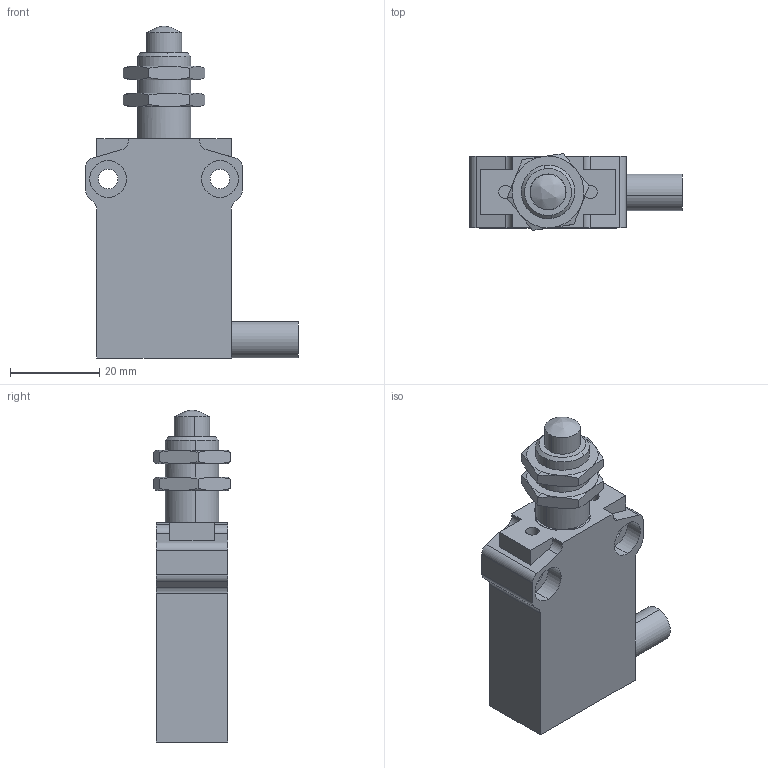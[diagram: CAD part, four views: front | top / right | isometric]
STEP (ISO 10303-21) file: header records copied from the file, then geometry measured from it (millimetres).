
FILE_DESCRIPTION (( 'STEP AP214' ), '1' );
FILE_NAME ('AEM2G2101Z11-3R.step', '2017-12-19T21:24:56', ( '' ), ( '' ), 'SwSTEP 2.0', 'SolidWorks 2017', '' );
FILE_SCHEMA (( 'AUTOMOTIVE_DESIGN' ));
Length unit declared in the file: inch
Products named in the file (1): AEM2G2101Z11-3R
Bounding box: 47.5 x 17.18 x 74.2 mm (x, y, z)
Volume: 26436.5 mm3; surface area: 10302.8 mm2
Topology: 6 solids, 6 shells, 147 faces, 349 edges, 222 vertices
Faces by surface type: plane 63, cylinder 48, cone 35, bspline 1
Entity records: 6430 total; most frequent: CARTESIAN_POINT 998, DIRECTION 725, ORIENTED_EDGE 698, EDGE_CURVE 349, AXIS2_PLACEMENT_3D 285, VERTEX_POINT 222, EDGE_LOOP 163, UNCERTAINTY_MEASURE_WITH_UNIT 155
